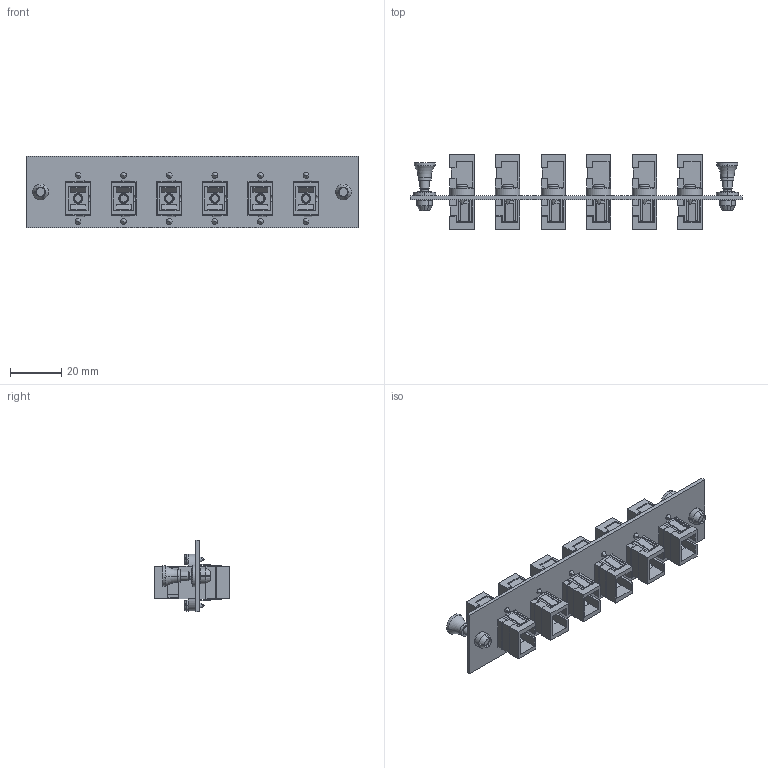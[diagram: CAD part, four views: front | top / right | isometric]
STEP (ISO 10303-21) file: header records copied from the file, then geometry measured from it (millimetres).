
FILE_DESCRIPTION (( 'STEP AP203' ), '1' );
FILE_NAME ('FSP-SC-CR.STEP', '2006-06-23T19:37:57', ( 'lcom' ), ( 'lcom' ), 'SwSTEP 2.0', 'SolidWorks 2006004', '' );
FILE_SCHEMA (( 'CONFIG_CONTROL_DESIGN' ));
Length unit declared in the file: inch
Products named in the file (7): FSP-SC-CR; FOA-002; 1AJ02-008_2-56 x .250 PAN HEAD SCREW; 1AR17-003; HDWR-HN4P-42-4-1; FOA-002A; HDWR-HN4G-42-1
Assembly tree (24 placements, depth 3):
  FSP-SC-CR
    1AJ02-008_2-56 x .250 PAN HEAD SCREW  x12
    HDWR-HN4P-42-4-1  x2
    HDWR-HN4G-42-1  x2
    1AR17-003
    FOA-002A  x6
      FOA-002
Bounding box: 129.54 x 28.96 x 27.94 mm (x, y, z)
Volume: 16915.1 mm3; surface area: 30243.9 mm2
Topology: 23 solids, 23 shells, 1542 faces, 4066 edges, 2642 vertices
Faces by surface type: plane 1167, cylinder 218, cone 92, bspline 37, torus 28
Entity records: 16336 total; most frequent: CARTESIAN_POINT 5618, ORIENTED_EDGE 2020, DIRECTION 1835, EDGE_CURVE 1010, LINE 739, VECTOR 739, VERTEX_POINT 659, AXIS2_PLACEMENT_3D 548
